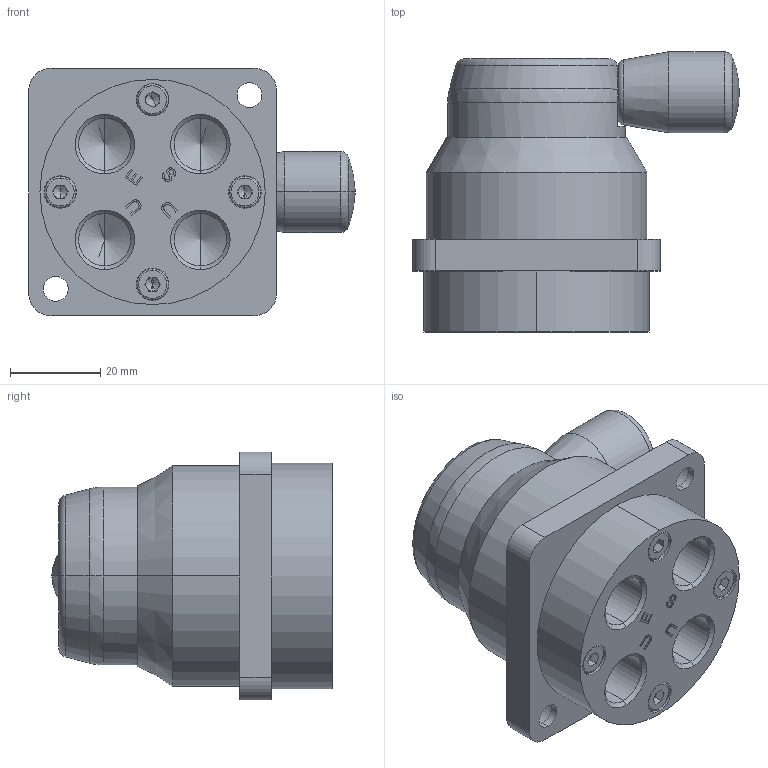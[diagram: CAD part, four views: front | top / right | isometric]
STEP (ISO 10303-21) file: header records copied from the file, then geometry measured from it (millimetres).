
FILE_DESCRIPTION (( 'STEP AP214' ), '1' );
FILE_NAME ('10_071_4.STEP', '2016-08-29T12:35:08', ( '' ), ( '' ), 'SwSTEP 2.0', 'SolidWorks 2016', '' );
FILE_SCHEMA (( 'AUTOMOTIVE_DESIGN' ));
Length unit declared in the file: millimetre
Products named in the file (1): 10_071_4
Bounding box: 72.5 x 62.2 x 55 mm (x, y, z)
Volume: 112003.1 mm3; surface area: 28909.1 mm2
Topology: 9 solids, 9 shells, 1072 faces, 2732 edges, 1690 vertices
Faces by surface type: cone 560, cylinder 324, plane 130, torus 32, bspline 24, sphere 2
Entity records: 34149 total; most frequent: CARTESIAN_POINT 7049, DIRECTION 6301, ORIENTED_EDGE 5428, EDGE_CURVE 2714, AXIS2_PLACEMENT_3D 2590, VERTEX_POINT 1690, CIRCLE 1541, LINE 1121
